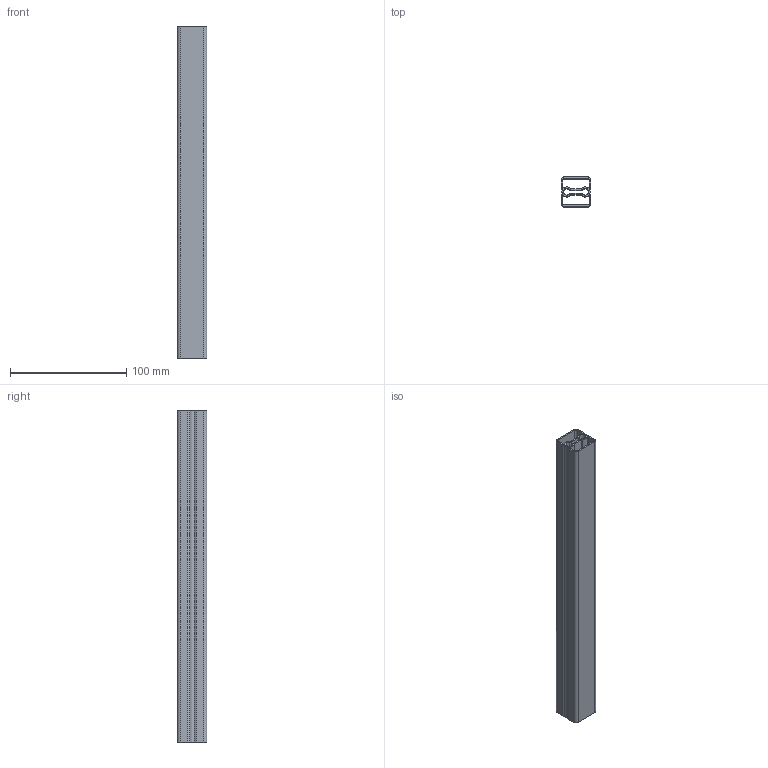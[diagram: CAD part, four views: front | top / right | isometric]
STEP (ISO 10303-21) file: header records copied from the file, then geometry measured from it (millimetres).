
FILE_DESCRIPTION (( 'STEP AP214' ), '1' );
FILE_NAME ('am-3395 Peanut, 280mm.STEP', '2016-09-09T00:44:23', ( '' ), ( '' ), 'SwSTEP 2.0', 'SolidWorks 2014', '' );
FILE_SCHEMA (( 'AUTOMOTIVE_DESIGN' ));
Length unit declared in the file: inch
Products named in the file (1): am-3395 Peanut, 280mm
Bounding box: 25.4 x 25.4 x 285.71 mm (x, y, z)
Volume: 50871.4 mm3; surface area: 78532.8 mm2
Topology: 1 solids, 1 shells, 58 faces, 168 edges, 112 vertices
Faces by surface type: cylinder 40, plane 18
Entity records: 2004 total; most frequent: DIRECTION 366, CARTESIAN_POINT 339, ORIENTED_EDGE 336, EDGE_CURVE 168, AXIS2_PLACEMENT_3D 139, VERTEX_POINT 112, VECTOR 88, LINE 88
